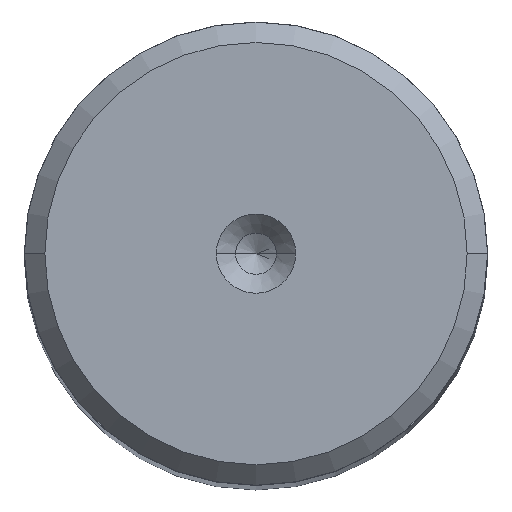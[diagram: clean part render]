
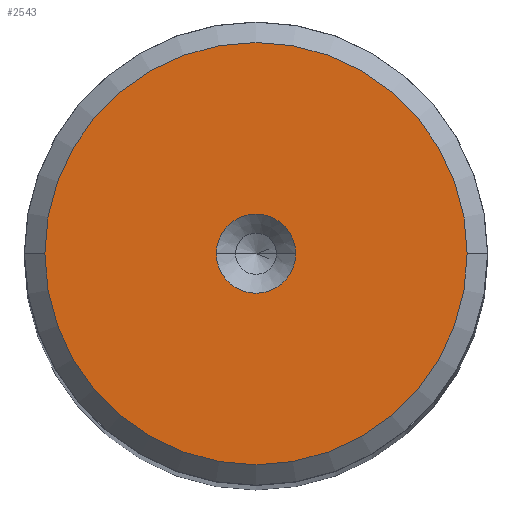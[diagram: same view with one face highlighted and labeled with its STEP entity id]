
A CAD part, top view. The second image highlights one B-rep face of the part: STEP entity #2543.
In plain terms, the highlighted planar face has unit normal (0, 0, 1).
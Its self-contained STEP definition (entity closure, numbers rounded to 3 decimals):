
#47 = DIRECTION ( 'NONE',  ( 0., 0., 1. ) ) ;
#70 = PLANE ( 'NONE',  #2651 ) ;
#157 = ORIENTED_EDGE ( 'NONE', *, *, #2202, .F. ) ;
#286 = CARTESIAN_POINT ( 'NONE',  ( 0., 0., 260. ) ) ;
#293 = CARTESIAN_POINT ( 'NONE',  ( 0., 0., 260. ) ) ;
#477 = CARTESIAN_POINT ( 'NONE',  ( -3.85, 0., 260. ) ) ;
#487 = CARTESIAN_POINT ( 'NONE',  ( -20.514, 0., 260. ) ) ;
#553 = CIRCLE ( 'NONE', #592, 20.514 ) ;
#592 = AXIS2_PLACEMENT_3D ( 'NONE', #1102, #2176, #2863 ) ;
#638 = ORIENTED_EDGE ( 'NONE', *, *, #1097, .T. ) ;
#662 = DIRECTION ( 'NONE',  ( 0., 0., 1. ) ) ;
#672 = EDGE_LOOP ( 'NONE', ( #638, #2242 ) ) ;
#686 = CARTESIAN_POINT ( 'NONE',  ( 0., 0., 260. ) ) ;
#945 = FACE_BOUND ( 'NONE', #2230, .T. ) ;
#1090 = DIRECTION ( 'NONE',  ( 1., 0., 0. ) ) ;
#1097 = EDGE_CURVE ( 'NONE', #2527, #2155, #553, .T. ) ;
#1102 = CARTESIAN_POINT ( 'NONE',  ( 0., 0., 260. ) ) ;
#1195 = VERTEX_POINT ( 'NONE', #1954 ) ;
#1345 = AXIS2_PLACEMENT_3D ( 'NONE', #2404, #662, #1090 ) ;
#1434 = DIRECTION ( 'NONE',  ( 0., 0., 1. ) ) ;
#1563 = AXIS2_PLACEMENT_3D ( 'NONE', #686, #2019, #1794 ) ;
#1608 = DIRECTION ( 'NONE',  ( 1., 0., 0. ) ) ;
#1675 = CIRCLE ( 'NONE', #2410, 3.85 ) ;
#1680 = EDGE_CURVE ( 'NONE', #2155, #2527, #2739, .T. ) ;
#1770 = FACE_OUTER_BOUND ( 'NONE', #672, .T. ) ;
#1794 = DIRECTION ( 'NONE',  ( 1., 0., 0. ) ) ;
#1917 = VERTEX_POINT ( 'NONE', #477 ) ;
#1954 = CARTESIAN_POINT ( 'NONE',  ( 3.85, 0., 260. ) ) ;
#1972 = ORIENTED_EDGE ( 'NONE', *, *, #2693, .F. ) ;
#2019 = DIRECTION ( 'NONE',  ( 0., 0., 1. ) ) ;
#2032 = CARTESIAN_POINT ( 'NONE',  ( 20.514, 0., 260. ) ) ;
#2155 = VERTEX_POINT ( 'NONE', #2032 ) ;
#2176 = DIRECTION ( 'NONE',  ( 0., 0., 1. ) ) ;
#2202 = EDGE_CURVE ( 'NONE', #1917, #1195, #2360, .T. ) ;
#2230 = EDGE_LOOP ( 'NONE', ( #1972, #157 ) ) ;
#2242 = ORIENTED_EDGE ( 'NONE', *, *, #1680, .T. ) ;
#2360 = CIRCLE ( 'NONE', #1563, 3.85 ) ;
#2404 = CARTESIAN_POINT ( 'NONE',  ( 0., 0., 260. ) ) ;
#2410 = AXIS2_PLACEMENT_3D ( 'NONE', #293, #1434, #2542 ) ;
#2527 = VERTEX_POINT ( 'NONE', #487 ) ;
#2542 = DIRECTION ( 'NONE',  ( 1., 0., 0. ) ) ;
#2543 = ADVANCED_FACE ( 'NONE', ( #945, #1770 ), #70, .T. ) ;
#2651 = AXIS2_PLACEMENT_3D ( 'NONE', #286, #47, #1608 ) ;
#2693 = EDGE_CURVE ( 'NONE', #1195, #1917, #1675, .T. ) ;
#2739 = CIRCLE ( 'NONE', #1345, 20.514 ) ;
#2863 = DIRECTION ( 'NONE',  ( 1., 0., 0. ) ) ;
